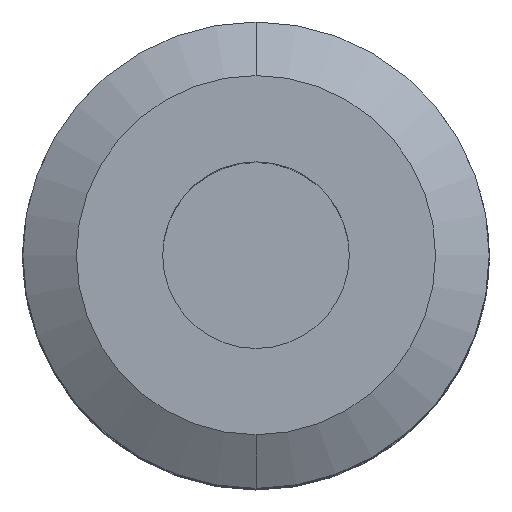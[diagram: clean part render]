
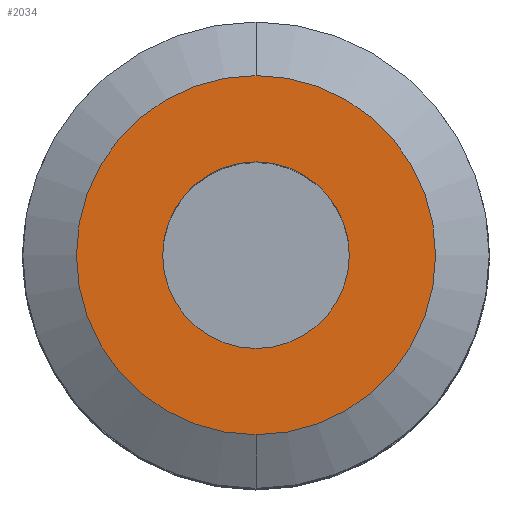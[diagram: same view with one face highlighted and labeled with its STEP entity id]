
A CAD part, top view. The second image highlights one B-rep face of the part: STEP entity #2034.
In plain terms, the highlighted planar face has unit normal (0, 0, 1).
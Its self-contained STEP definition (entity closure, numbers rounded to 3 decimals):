
#60 = DIRECTION ( 'NONE',  ( 0., 0., -1. ) ) ;
#64 = CIRCLE ( 'NONE', #2107, 10. ) ;
#97 = AXIS2_PLACEMENT_3D ( 'NONE', #3307, #137, #1152 ) ;
#137 = DIRECTION ( 'NONE',  ( 0., 0., -1. ) ) ;
#153 = AXIS2_PLACEMENT_3D ( 'NONE', #525, #3175, #2920 ) ;
#211 = FACE_OUTER_BOUND ( 'NONE', #547, .T. ) ;
#370 = CARTESIAN_POINT ( 'NONE',  ( 0., 19.25, 100. ) ) ;
#492 = EDGE_LOOP ( 'NONE', ( #2230, #1960 ) ) ;
#525 = CARTESIAN_POINT ( 'NONE',  ( 0., 0., 100. ) ) ;
#547 = EDGE_LOOP ( 'NONE', ( #2077, #1103 ) ) ;
#628 = VERTEX_POINT ( 'NONE', #370 ) ;
#678 = PLANE ( 'NONE',  #1022 ) ;
#899 = EDGE_CURVE ( 'NONE', #628, #1707, #1734, .T. ) ;
#986 = DIRECTION ( 'NONE',  ( 0., 0., -1. ) ) ;
#1022 = AXIS2_PLACEMENT_3D ( 'NONE', #2810, #1213, #3079 ) ;
#1063 = EDGE_CURVE ( 'NONE', #3114, #1371, #64, .T. ) ;
#1103 = ORIENTED_EDGE ( 'NONE', *, *, #2216, .F. ) ;
#1152 = DIRECTION ( 'NONE',  ( -1., 0., 0. ) ) ;
#1213 = DIRECTION ( 'NONE',  ( 0., 0., 1. ) ) ;
#1241 = EDGE_CURVE ( 'NONE', #1371, #3114, #2304, .T. ) ;
#1371 = VERTEX_POINT ( 'NONE', #3416 ) ;
#1647 = CARTESIAN_POINT ( 'NONE',  ( 0., 0., 100. ) ) ;
#1707 = VERTEX_POINT ( 'NONE', #3083 ) ;
#1734 = CIRCLE ( 'NONE', #153, 19.25 ) ;
#1829 = CIRCLE ( 'NONE', #3332, 19.25 ) ;
#1915 = DIRECTION ( 'NONE',  ( 0., 1., 0. ) ) ;
#1960 = ORIENTED_EDGE ( 'NONE', *, *, #1063, .T. ) ;
#2034 = ADVANCED_FACE ( 'NONE', ( #3028, #211 ), #678, .T. ) ;
#2058 = CARTESIAN_POINT ( 'NONE',  ( 0., 0., 100. ) ) ;
#2077 = ORIENTED_EDGE ( 'NONE', *, *, #899, .F. ) ;
#2107 = AXIS2_PLACEMENT_3D ( 'NONE', #2058, #986, #2534 ) ;
#2216 = EDGE_CURVE ( 'NONE', #1707, #628, #1829, .T. ) ;
#2230 = ORIENTED_EDGE ( 'NONE', *, *, #1241, .T. ) ;
#2304 = CIRCLE ( 'NONE', #97, 10. ) ;
#2534 = DIRECTION ( 'NONE',  ( -1., 0., 0. ) ) ;
#2807 = CARTESIAN_POINT ( 'NONE',  ( 10., 0., 100. ) ) ;
#2810 = CARTESIAN_POINT ( 'NONE',  ( 0., 19.25, 100. ) ) ;
#2920 = DIRECTION ( 'NONE',  ( 0., 1., 0. ) ) ;
#3028 = FACE_BOUND ( 'NONE', #492, .T. ) ;
#3079 = DIRECTION ( 'NONE',  ( 0., -1., 0. ) ) ;
#3083 = CARTESIAN_POINT ( 'NONE',  ( 0., -19.25, 100. ) ) ;
#3114 = VERTEX_POINT ( 'NONE', #2807 ) ;
#3175 = DIRECTION ( 'NONE',  ( 0., 0., -1. ) ) ;
#3307 = CARTESIAN_POINT ( 'NONE',  ( 0., 0., 100. ) ) ;
#3332 = AXIS2_PLACEMENT_3D ( 'NONE', #1647, #60, #1915 ) ;
#3416 = CARTESIAN_POINT ( 'NONE',  ( -10., 0., 100. ) ) ;
